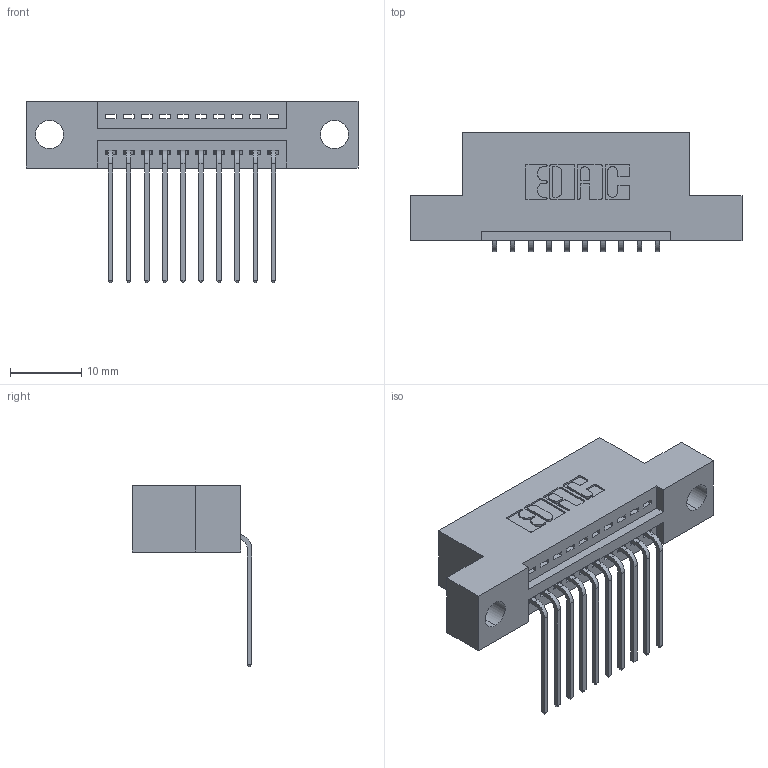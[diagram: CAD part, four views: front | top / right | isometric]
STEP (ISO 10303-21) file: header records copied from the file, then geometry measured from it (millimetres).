
FILE_DESCRIPTION (( 'STEP AP203' ), '1' );
FILE_NAME ('395-010-559-104.STEP', '2019-10-15T22:20:28', ( '' ), ( '' ), 'SwSTEP 2.0', 'SolidWorks 2016', '' );
FILE_SCHEMA (( 'CONFIG_CONTROL_DESIGN' ));
Length unit declared in the file: inch
Products named in the file (3): 345 Part_Flush Mounting Lugs - 0.156 Dia-TH; 395-010-559-104; 345-292-001_558 559 Tail - 1
Assembly tree (11 placements, depth 2):
  395-010-559-104
    345 Part_Flush Mounting Lugs - 0.156 Dia-TH
    345-292-001_558 559 Tail - 1  x10
Bounding box: 46.61 x 16.75 x 25.53 mm (x, y, z)
Volume: 4110.3 mm3; surface area: 5031.8 mm2
Topology: 11 solids, 11 shells, 726 faces, 2161 edges, 1426 vertices
Faces by surface type: plane 500, cylinder 226
Entity records: 11921 total; most frequent: CARTESIAN_POINT 2074, ORIENTED_EDGE 2018, DIRECTION 1857, EDGE_CURVE 1009, LINE 837, VECTOR 837, VERTEX_POINT 670, AXIS2_PLACEMENT_3D 510
